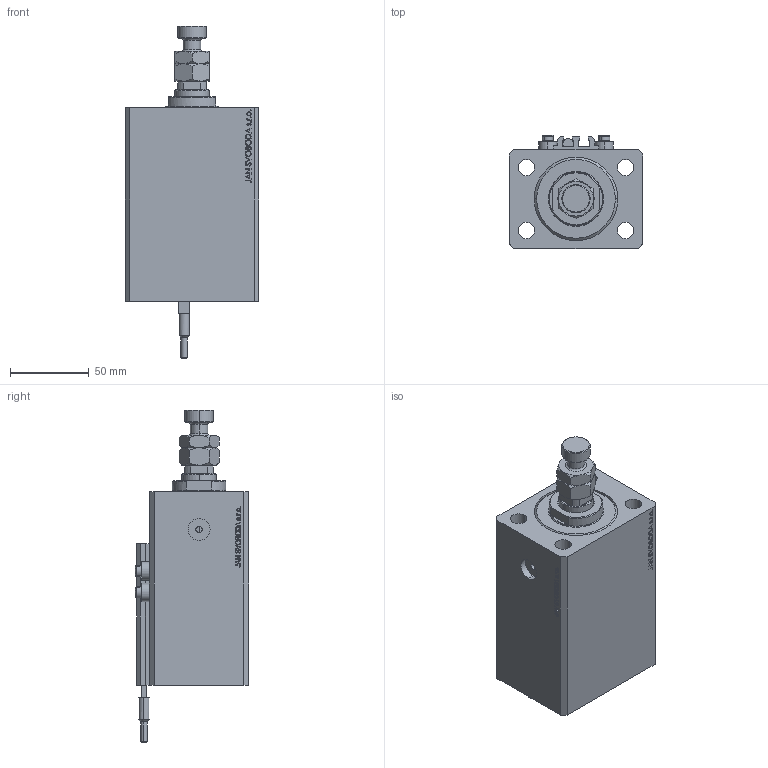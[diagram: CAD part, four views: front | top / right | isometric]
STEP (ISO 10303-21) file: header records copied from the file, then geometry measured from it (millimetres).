
FILE_DESCRIPTION (( 'STEP AP203' ), '1' );
FILE_NAME ('5a70.STEP', '2021-04-19T11:06:26', ( '' ), ( '' ), 'SwSTEP 2.0', 'SolidWorks 2019', '' );
FILE_SCHEMA (( 'CONFIG_CONTROL_DESIGN' ));
Length unit declared in the file: millimetre
Products named in the file (7): V250CE_VC_C dd6c9e8bf1be14f9a2dc33f865d93483; ALLEN BOLT V250CE dd6c9e8bf1be14f9a2dc33f865d93483; V250CE_C_VCP dd6c9e8bf1be14f9a2dc33f865d93483; SWITCH_V250CE; 5a70; V250CE_C dd6c9e8bf1be14f9a2dc33f865d93483; MFA dd6c9e8bf1be14f9a2dc33f865d93483
Assembly tree (9 placements, depth 2):
  5a70
    V250CE_C dd6c9e8bf1be14f9a2dc33f865d93483
    ALLEN BOLT V250CE dd6c9e8bf1be14f9a2dc33f865d93483  x4
    V250CE_C_VCP dd6c9e8bf1be14f9a2dc33f865d93483
    V250CE_VC_C dd6c9e8bf1be14f9a2dc33f865d93483
    MFA dd6c9e8bf1be14f9a2dc33f865d93483
    SWITCH_V250CE
Bounding box: 85 x 72 x 210.9 mm (x, y, z)
Volume: 599376 mm3; surface area: 120922.2 mm2
Topology: 10 solids, 10 shells, 1116 faces, 2770 edges, 1795 vertices
Faces by surface type: plane 536, bspline 374, cylinder 98, cone 88, torus 20
Entity records: 49808 total; most frequent: CARTESIAN_POINT 26552, ORIENTED_EDGE 5230, DIRECTION 3393, EDGE_CURVE 2615, VERTEX_POINT 1711, VECTOR 1541, LINE 1541, EDGE_LOOP 1168
